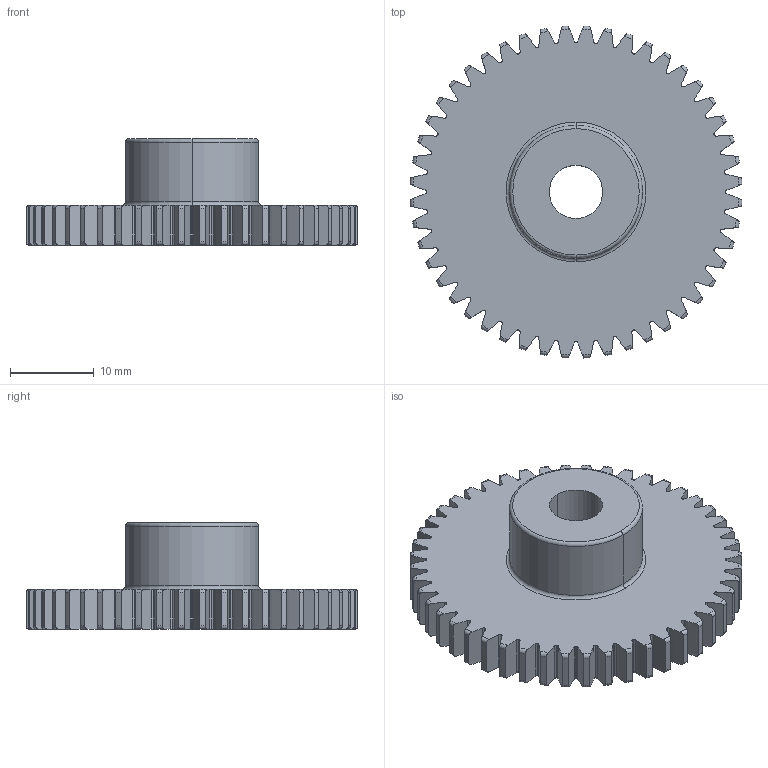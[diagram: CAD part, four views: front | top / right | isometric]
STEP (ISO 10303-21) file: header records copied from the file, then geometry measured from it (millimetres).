
FILE_DESCRIPTION (( 'STEP AP203' ), '1' );
FILE_NAME ('2662N18.STEP', '2018-08-21T14:14:43', ( '' ), ( '' ), 'SwSTEP 2.0', 'SolidWorks 2014', '' );
FILE_SCHEMA (( 'CONFIG_CONTROL_DESIGN' ));
Length unit declared in the file: inch
Products named in the file (1): 2662N18
Bounding box: 39.58 x 39.58 x 12.7 mm (x, y, z)
Volume: 6548.5 mm3; surface area: 3998.1 mm2
Topology: 1 solids, 1 shells, 395 faces, 1172 edges, 780 vertices
Faces by surface type: cylinder 292, torus 100, plane 3
Entity records: 14281 total; most frequent: CARTESIAN_POINT 3308, DIRECTION 2460, ORIENTED_EDGE 2344, EDGE_CURVE 1172, AXIS2_PLACEMENT_3D 1084, VERTEX_POINT 780, CIRCLE 688, EDGE_LOOP 398
